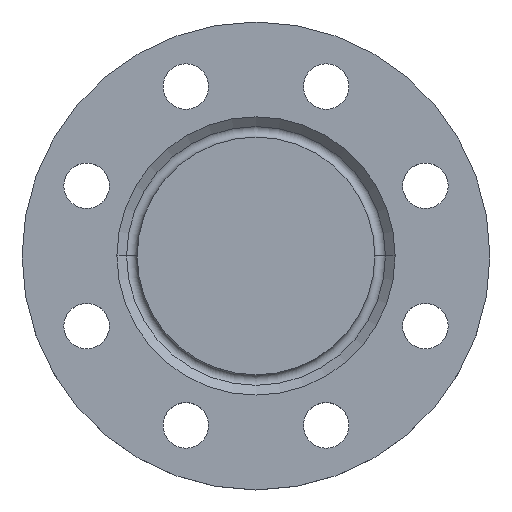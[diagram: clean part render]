
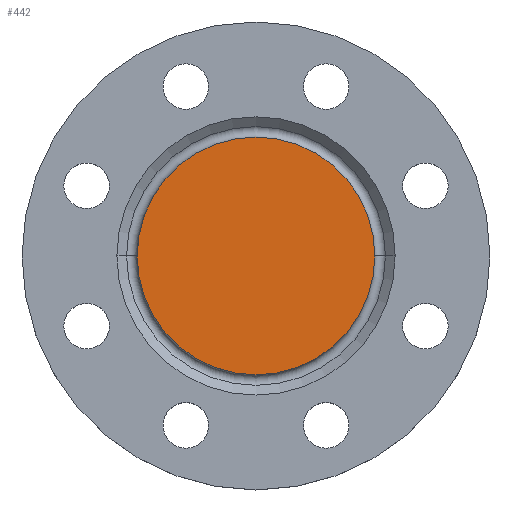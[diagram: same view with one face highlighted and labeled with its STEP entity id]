
A CAD part, top view. The second image highlights one B-rep face of the part: STEP entity #442.
In plain terms, the highlighted planar face has unit normal (0, 0, 1).
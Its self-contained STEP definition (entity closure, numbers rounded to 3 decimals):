
#20 = AXIS2_PLACEMENT_3D ( 'NONE', #661, #351, #657 ) ;
#96 = ORIENTED_EDGE ( 'NONE', *, *, #307, .F. ) ;
#135 = VERTEX_POINT ( 'NONE', #775 ) ;
#158 = CARTESIAN_POINT ( 'NONE',  ( 0., 0., 0. ) ) ;
#231 = DIRECTION ( 'NONE',  ( 1., 0., 0. ) ) ;
#294 = AXIS2_PLACEMENT_3D ( 'NONE', #432, #608, #841 ) ;
#307 = EDGE_CURVE ( 'NONE', #135, #318, #1000, .T. ) ;
#318 = VERTEX_POINT ( 'NONE', #652 ) ;
#351 = DIRECTION ( 'NONE',  ( 0., 0., -1. ) ) ;
#432 = CARTESIAN_POINT ( 'NONE',  ( 0., 0., 0. ) ) ;
#436 = AXIS2_PLACEMENT_3D ( 'NONE', #158, #559, #231 ) ;
#442 = ADVANCED_FACE ( 'NONE', ( #865 ), #627, .T. ) ;
#559 = DIRECTION ( 'NONE',  ( 0., 0., 1. ) ) ;
#563 = CIRCLE ( 'NONE', #294, 47. ) ;
#608 = DIRECTION ( 'NONE',  ( 0., 0., -1. ) ) ;
#609 = EDGE_LOOP ( 'NONE', ( #816, #96 ) ) ;
#627 = PLANE ( 'NONE',  #436 ) ;
#652 = CARTESIAN_POINT ( 'NONE',  ( -47., 0., 0. ) ) ;
#657 = DIRECTION ( 'NONE',  ( -1., 0., 0. ) ) ;
#661 = CARTESIAN_POINT ( 'NONE',  ( 0., 0., 0. ) ) ;
#775 = CARTESIAN_POINT ( 'NONE',  ( 47., 0., 0. ) ) ;
#816 = ORIENTED_EDGE ( 'NONE', *, *, #836, .F. ) ;
#836 = EDGE_CURVE ( 'NONE', #318, #135, #563, .T. ) ;
#841 = DIRECTION ( 'NONE',  ( -1., 0., 0. ) ) ;
#865 = FACE_OUTER_BOUND ( 'NONE', #609, .T. ) ;
#1000 = CIRCLE ( 'NONE', #20, 47. ) ;
